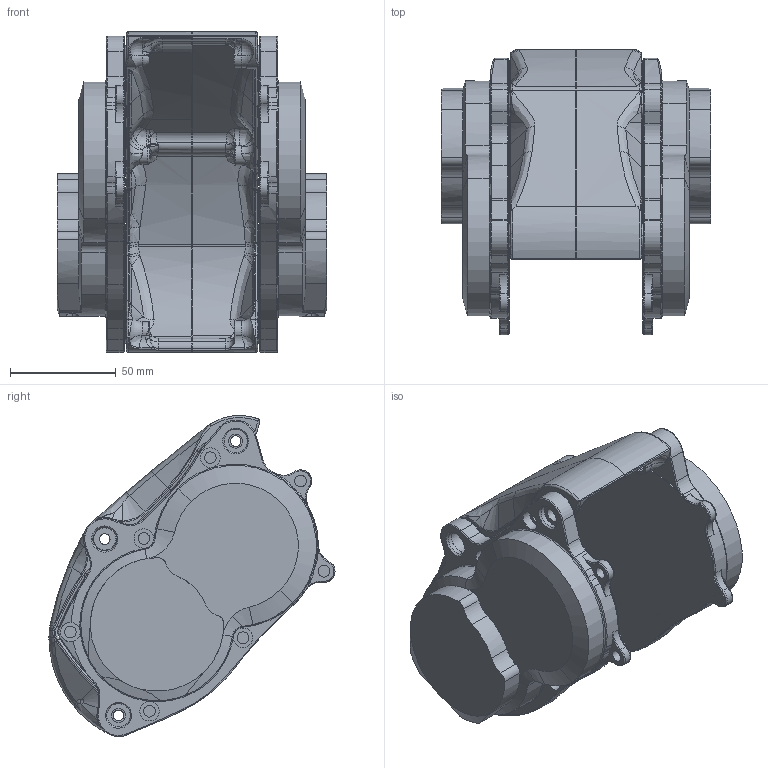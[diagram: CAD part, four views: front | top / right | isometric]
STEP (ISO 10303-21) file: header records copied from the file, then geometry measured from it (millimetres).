
FILE_DESCRIPTION (( 'STEP AP214' ), '1' );
FILE_NAME ('PP0001.STEP', '2014-11-13T22:01:08', ( '' ), ( '' ), 'SwSTEP 2.0', 'SolidWorks 2014', '' );
FILE_SCHEMA (( 'AUTOMOTIVE_DESIGN' ));
Length unit declared in the file: millimetre
Products named in the file (3): PP0001; PARAGON Pinion Bridge_RT; PARAGON Pinion Bridge_LFT
Assembly tree (2 placements, depth 2):
  PP0001
    PARAGON Pinion Bridge_LFT
    PARAGON Pinion Bridge_RT
Bounding box: 127.5 x 135.11 x 151.67 mm (x, y, z)
Volume: 484083 mm3; surface area: 138749.3 mm2
Topology: 6 solids, 10 shells, 1127 faces, 2790 edges, 1656 vertices
Faces by surface type: cylinder 438, bspline 342, torus 153, plane 101, cone 82, sphere 11
Entity records: 48492 total; most frequent: CARTESIAN_POINT 23840, ORIENTED_EDGE 5490, DIRECTION 4876, EDGE_CURVE 2745, AXIS2_PLACEMENT_3D 2142, VERTEX_POINT 1656, CIRCLE 1352, EDGE_LOOP 1197
